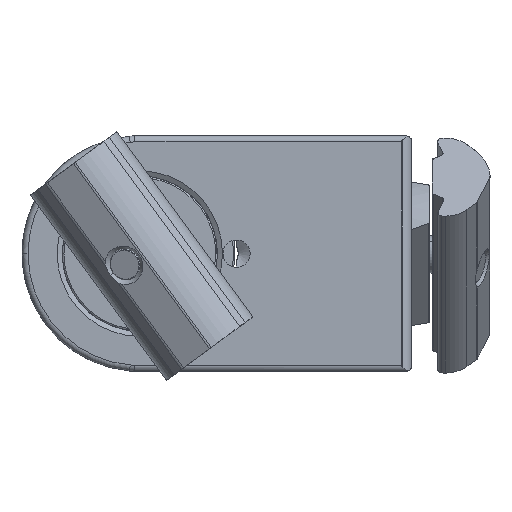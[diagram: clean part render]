
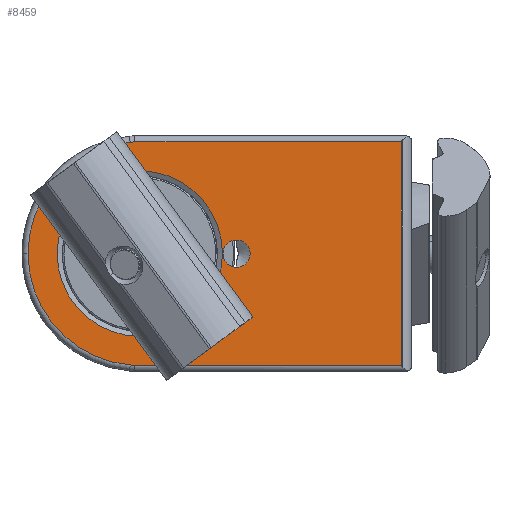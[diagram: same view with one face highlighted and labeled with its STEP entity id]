
A CAD part, left-side view. The second image highlights one B-rep face of the part: STEP entity #8459.
In plain terms, the highlighted planar face has unit normal (-1, 0, 0).
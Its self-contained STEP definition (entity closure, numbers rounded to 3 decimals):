
#216 = VERTEX_POINT ( 'NONE', #5626 ) ;
#331 = DIRECTION ( 'NONE',  ( 0., 0.996, -0.087 ) ) ;
#375 = DIRECTION ( 'NONE',  ( 0., 0., 1. ) ) ;
#433 = ORIENTED_EDGE ( 'NONE', *, *, #6402, .T. ) ;
#454 = EDGE_CURVE ( 'NONE', #7431, #9124, #5031, .T. ) ;
#485 = AXIS2_PLACEMENT_3D ( 'NONE', #7328, #2750, #525 ) ;
#525 = DIRECTION ( 'NONE',  ( 0., 1., 0. ) ) ;
#659 = CARTESIAN_POINT ( 'NONE',  ( 0., 45., 0. ) ) ;
#747 = DIRECTION ( 'NONE',  ( 0., 1., 0. ) ) ;
#760 = VERTEX_POINT ( 'NONE', #7362 ) ;
#957 = VERTEX_POINT ( 'NONE', #5588 ) ;
#1199 = DIRECTION ( 'NONE',  ( -1., 0., 0. ) ) ;
#1487 = CIRCLE ( 'NONE', #7107, 2.25 ) ;
#1584 = CIRCLE ( 'NONE', #4626, 13.682 ) ;
#1593 = VERTEX_POINT ( 'NONE', #5956 ) ;
#1683 = EDGE_CURVE ( 'NONE', #760, #9905, #4536, .T. ) ;
#1819 = LINE ( 'NONE', #4077, #7436 ) ;
#2333 = CARTESIAN_POINT ( 'NONE',  ( 0., 45., 0. ) ) ;
#2347 = PLANE ( 'NONE',  #6507 ) ;
#2453 = DIRECTION ( 'NONE',  ( 1., 0., 0. ) ) ;
#2593 = DIRECTION ( 'NONE',  ( -1., 0., 0. ) ) ;
#2686 = EDGE_CURVE ( 'NONE', #3511, #957, #2897, .T. ) ;
#2750 = DIRECTION ( 'NONE',  ( 1., 0., 0. ) ) ;
#2754 = CARTESIAN_POINT ( 'NONE',  ( 0., 45., -13.682 ) ) ;
#2758 = DIRECTION ( 'NONE',  ( 0., 0., 1. ) ) ;
#2839 = VERTEX_POINT ( 'NONE', #8654 ) ;
#2897 = CIRCLE ( 'NONE', #5636, 2.25 ) ;
#3159 = DIRECTION ( 'NONE',  ( 0., -1., 0. ) ) ;
#3302 = VECTOR ( 'NONE', #6571, 1000. ) ;
#3389 = EDGE_LOOP ( 'NONE', ( #4885, #3550 ) ) ;
#3511 = VERTEX_POINT ( 'NONE', #3951 ) ;
#3550 = ORIENTED_EDGE ( 'NONE', *, *, #4113, .F. ) ;
#3662 = VERTEX_POINT ( 'NONE', #2754 ) ;
#3781 = ORIENTED_EDGE ( 'NONE', *, *, #4870, .T. ) ;
#3785 = CARTESIAN_POINT ( 'NONE',  ( 0., 63.5, 0. ) ) ;
#3951 = CARTESIAN_POINT ( 'NONE',  ( 0., 29., 2.25 ) ) ;
#4059 = DIRECTION ( 'NONE',  ( 0., 0., 1. ) ) ;
#4077 = CARTESIAN_POINT ( 'NONE',  ( 0., 68.402, 16.523 ) ) ;
#4113 = EDGE_CURVE ( 'NONE', #957, #3511, #1487, .T. ) ;
#4174 = CARTESIAN_POINT ( 'NONE',  ( 0., 29., 0. ) ) ;
#4207 = EDGE_CURVE ( 'NONE', #9905, #7431, #1819, .T. ) ;
#4244 = DIRECTION ( 'NONE',  ( 0., 1., 0. ) ) ;
#4312 = ORIENTED_EDGE ( 'NONE', *, *, #7710, .T. ) ;
#4450 = LINE ( 'NONE', #7544, #7847 ) ;
#4516 = VERTEX_POINT ( 'NONE', #6352 ) ;
#4536 = LINE ( 'NONE', #7526, #8828 ) ;
#4609 = FACE_BOUND ( 'NONE', #3389, .T. ) ;
#4626 = AXIS2_PLACEMENT_3D ( 'NONE', #2333, #5392, #747 ) ;
#4705 = DIRECTION ( 'NONE',  ( 0., 1., 0. ) ) ;
#4870 = EDGE_CURVE ( 'NONE', #4516, #1593, #5309, .T. ) ;
#4885 = ORIENTED_EDGE ( 'NONE', *, *, #2686, .F. ) ;
#5031 = CIRCLE ( 'NONE', #7805, 18.5 ) ;
#5309 = LINE ( 'NONE', #8413, #8261 ) ;
#5392 = DIRECTION ( 'NONE',  ( 1., 0., 0. ) ) ;
#5588 = CARTESIAN_POINT ( 'NONE',  ( 0., 29., -2.25 ) ) ;
#5626 = CARTESIAN_POINT ( 'NONE',  ( 0., 46.612, -18.43 ) ) ;
#5628 = CARTESIAN_POINT ( 'NONE',  ( 0., 46.612, 18.43 ) ) ;
#5636 = AXIS2_PLACEMENT_3D ( 'NONE', #6395, #8811, #4059 ) ;
#5956 = CARTESIAN_POINT ( 'NONE',  ( 0., 1.737, -18.5 ) ) ;
#6034 = EDGE_CURVE ( 'NONE', #9124, #216, #6994, .T. ) ;
#6096 = EDGE_LOOP ( 'NONE', ( #8319, #6729, #8221, #8949, #9176, #433, #3781 ) ) ;
#6352 = CARTESIAN_POINT ( 'NONE',  ( 0., 45.808, -18.5 ) ) ;
#6395 = CARTESIAN_POINT ( 'NONE',  ( 0., 29., 0. ) ) ;
#6402 = EDGE_CURVE ( 'NONE', #216, #4516, #8889, .T. ) ;
#6507 = AXIS2_PLACEMENT_3D ( 'NONE', #8553, #2453, #4705 ) ;
#6571 = DIRECTION ( 'NONE',  ( 0., -0.996, -0.087 ) ) ;
#6729 = ORIENTED_EDGE ( 'NONE', *, *, #1683, .T. ) ;
#6731 = EDGE_LOOP ( 'NONE', ( #7250, #4312 ) ) ;
#6994 = CIRCLE ( 'NONE', #8618, 18.5 ) ;
#7107 = AXIS2_PLACEMENT_3D ( 'NONE', #4174, #9400, #375 ) ;
#7250 = ORIENTED_EDGE ( 'NONE', *, *, #8869, .T. ) ;
#7324 = CARTESIAN_POINT ( 'NONE',  ( 0., 65.015, -16.82 ) ) ;
#7328 = CARTESIAN_POINT ( 'NONE',  ( 0., 45., 0. ) ) ;
#7362 = CARTESIAN_POINT ( 'NONE',  ( 0., 1.737, 18.5 ) ) ;
#7431 = VERTEX_POINT ( 'NONE', #5628 ) ;
#7436 = VECTOR ( 'NONE', #331, 1000. ) ;
#7459 = EDGE_CURVE ( 'NONE', #1593, #760, #4450, .T. ) ;
#7526 = CARTESIAN_POINT ( 'NONE',  ( 0., 45.851, 18.5 ) ) ;
#7544 = CARTESIAN_POINT ( 'NONE',  ( 0., 1.737, -19.5 ) ) ;
#7604 = FACE_OUTER_BOUND ( 'NONE', #6096, .T. ) ;
#7704 = FACE_BOUND ( 'NONE', #6731, .T. ) ;
#7710 = EDGE_CURVE ( 'NONE', #3662, #2839, #8969, .T. ) ;
#7805 = AXIS2_PLACEMENT_3D ( 'NONE', #659, #2593, #7933 ) ;
#7847 = VECTOR ( 'NONE', #2758, 1000. ) ;
#7933 = DIRECTION ( 'NONE',  ( 0., 1., 0. ) ) ;
#8080 = CARTESIAN_POINT ( 'NONE',  ( 0., 45.808, 18.5 ) ) ;
#8104 = CARTESIAN_POINT ( 'NONE',  ( 0., 45., 0. ) ) ;
#8221 = ORIENTED_EDGE ( 'NONE', *, *, #4207, .T. ) ;
#8261 = VECTOR ( 'NONE', #3159, 1000. ) ;
#8319 = ORIENTED_EDGE ( 'NONE', *, *, #7459, .T. ) ;
#8413 = CARTESIAN_POINT ( 'NONE',  ( 0., 65.25, -18.5 ) ) ;
#8459 = ADVANCED_FACE ( 'NONE', ( #4609, #7604, #7704 ), #2347, .F. ) ;
#8553 = CARTESIAN_POINT ( 'NONE',  ( 0., 65.25, -19.5 ) ) ;
#8618 = AXIS2_PLACEMENT_3D ( 'NONE', #8104, #1199, #4244 ) ;
#8654 = CARTESIAN_POINT ( 'NONE',  ( 0., 45., 13.682 ) ) ;
#8811 = DIRECTION ( 'NONE',  ( -1., 0., 0. ) ) ;
#8828 = VECTOR ( 'NONE', #9835, 1000. ) ;
#8869 = EDGE_CURVE ( 'NONE', #2839, #3662, #1584, .T. ) ;
#8889 = LINE ( 'NONE', #7324, #3302 ) ;
#8949 = ORIENTED_EDGE ( 'NONE', *, *, #454, .T. ) ;
#8969 = CIRCLE ( 'NONE', #485, 13.682 ) ;
#9124 = VERTEX_POINT ( 'NONE', #3785 ) ;
#9176 = ORIENTED_EDGE ( 'NONE', *, *, #6034, .T. ) ;
#9400 = DIRECTION ( 'NONE',  ( -1., 0., 0. ) ) ;
#9835 = DIRECTION ( 'NONE',  ( 0., 1., 0. ) ) ;
#9905 = VERTEX_POINT ( 'NONE', #8080 ) ;
